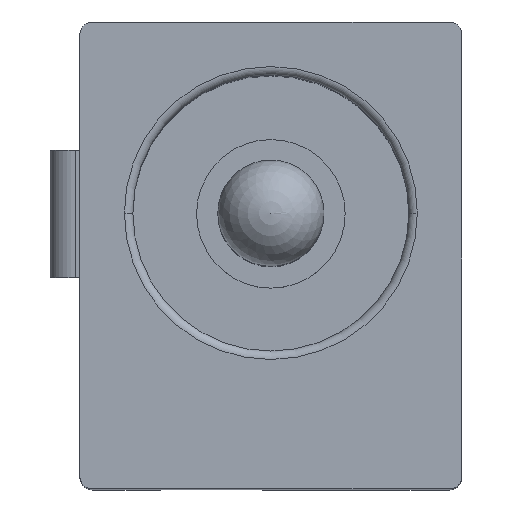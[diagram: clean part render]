
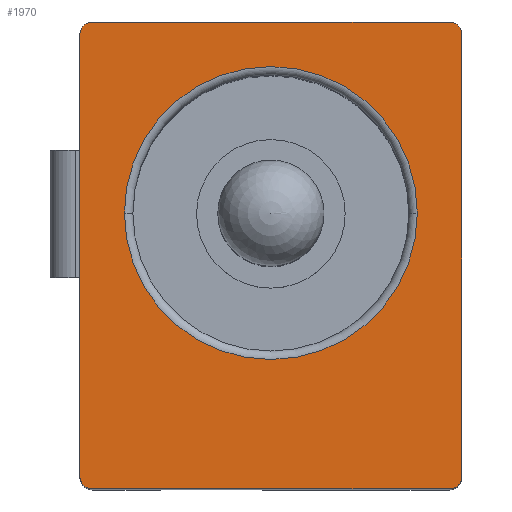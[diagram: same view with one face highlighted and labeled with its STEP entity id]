
A CAD part, top view. The second image highlights one B-rep face of the part: STEP entity #1970.
In plain terms, the highlighted planar face has unit normal (0, 0, 1).
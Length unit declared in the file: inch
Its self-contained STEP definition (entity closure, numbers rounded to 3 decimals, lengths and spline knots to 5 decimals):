
#36 = ORIENTED_EDGE ( 'NONE', *, *, #3088, .T. ) ;
#187 = ORIENTED_EDGE ( 'NONE', *, *, #3051, .T. ) ;
#209 = VERTEX_POINT ( 'NONE', #2083 ) ;
#218 = CARTESIAN_POINT ( 'NONE',  ( -0.16535, 0.43307, 0. ) ) ;
#259 = AXIS2_PLACEMENT_3D ( 'NONE', #3379, #1516, #2066 ) ;
#341 = EDGE_CURVE ( 'NONE', #2347, #209, #623, .T. ) ;
#387 = ORIENTED_EDGE ( 'NONE', *, *, #2651, .T. ) ;
#407 = VECTOR ( 'NONE', #1595, 39.37008 ) ;
#427 = DIRECTION ( 'NONE',  ( 0., 0., 1. ) ) ;
#431 = EDGE_LOOP ( 'NONE', ( #3383, #387 ) ) ;
#621 = AXIS2_PLACEMENT_3D ( 'NONE', #826, #2647, #1344 ) ;
#623 = LINE ( 'NONE', #1895, #3187 ) ;
#625 = AXIS2_PLACEMENT_3D ( 'NONE', #1985, #2998, #3315 ) ;
#671 = FACE_OUTER_BOUND ( 'NONE', #683, .T. ) ;
#683 = EDGE_LOOP ( 'NONE', ( #973, #36, #2997, #2016, #187, #752, #1972, #1219 ) ) ;
#739 = VERTEX_POINT ( 'NONE', #2996 ) ;
#746 = DIRECTION ( 'NONE',  ( -1., 0., 0. ) ) ;
#752 = ORIENTED_EDGE ( 'NONE', *, *, #341, .T. ) ;
#755 = VERTEX_POINT ( 'NONE', #3254 ) ;
#826 = CARTESIAN_POINT ( 'NONE',  ( 0.16535, 0.42126, 0. ) ) ;
#848 = DIRECTION ( 'NONE',  ( 0., 0., -1. ) ) ;
#862 = LINE ( 'NONE', #2685, #2350 ) ;
#925 = VERTEX_POINT ( 'NONE', #2304 ) ;
#973 = ORIENTED_EDGE ( 'NONE', *, *, #2447, .T. ) ;
#1081 = EDGE_CURVE ( 'NONE', #209, #925, #3003, .T. ) ;
#1099 = DIRECTION ( 'NONE',  ( -1., 0., 0. ) ) ;
#1108 = CARTESIAN_POINT ( 'NONE',  ( 0.16535, 0.01181, 0. ) ) ;
#1127 = CARTESIAN_POINT ( 'NONE',  ( 0., 0.25591, 0. ) ) ;
#1132 = AXIS2_PLACEMENT_3D ( 'NONE', #1981, #427, #746 ) ;
#1162 = VERTEX_POINT ( 'NONE', #2424 ) ;
#1209 = CARTESIAN_POINT ( 'NONE',  ( -0.16535, 0.42126, 0. ) ) ;
#1219 = ORIENTED_EDGE ( 'NONE', *, *, #1491, .T. ) ;
#1233 = CIRCLE ( 'NONE', #3180, 0.13583 ) ;
#1245 = EDGE_CURVE ( 'NONE', #739, #2876, #3005, .T. ) ;
#1299 = CARTESIAN_POINT ( 'NONE',  ( 0.17717, 0.01181, 0. ) ) ;
#1333 = LINE ( 'NONE', #2916, #407 ) ;
#1344 = DIRECTION ( 'NONE',  ( -1., 0., 0. ) ) ;
#1406 = AXIS2_PLACEMENT_3D ( 'NONE', #1108, #2948, #2442 ) ;
#1491 = EDGE_CURVE ( 'NONE', #925, #1162, #2318, .T. ) ;
#1516 = DIRECTION ( 'NONE',  ( 0., 0., 1. ) ) ;
#1519 = AXIS2_PLACEMENT_3D ( 'NONE', #1209, #3081, #2264 ) ;
#1577 = VERTEX_POINT ( 'NONE', #2613 ) ;
#1595 = DIRECTION ( 'NONE',  ( 1., 0., 0. ) ) ;
#1646 = DIRECTION ( 'NONE',  ( 0., -1., 0. ) ) ;
#1649 = EDGE_CURVE ( 'NONE', #3110, #1577, #1333, .T. ) ;
#1659 = CARTESIAN_POINT ( 'NONE',  ( -0.16535, 0., 0. ) ) ;
#1721 = PLANE ( 'NONE',  #1519 ) ;
#1895 = CARTESIAN_POINT ( 'NONE',  ( 0.17717, 0.01181, 0. ) ) ;
#1896 = VERTEX_POINT ( 'NONE', #1947 ) ;
#1947 = CARTESIAN_POINT ( 'NONE',  ( -0.17717, 0.01181, 0. ) ) ;
#1955 = DIRECTION ( 'NONE',  ( 0., 1., 0. ) ) ;
#1970 = ADVANCED_FACE ( 'NONE', ( #3046, #671 ), #1721, .F. ) ;
#1972 = ORIENTED_EDGE ( 'NONE', *, *, #1081, .T. ) ;
#1981 = CARTESIAN_POINT ( 'NONE',  ( -0.16535, 0.01181, 0. ) ) ;
#1985 = CARTESIAN_POINT ( 'NONE',  ( 0., 0.25591, 0. ) ) ;
#2016 = ORIENTED_EDGE ( 'NONE', *, *, #1649, .T. ) ;
#2066 = DIRECTION ( 'NONE',  ( -1., 0., 0. ) ) ;
#2083 = CARTESIAN_POINT ( 'NONE',  ( 0.17717, 0.42126, 0. ) ) ;
#2264 = DIRECTION ( 'NONE',  ( -1., 0., 0. ) ) ;
#2304 = CARTESIAN_POINT ( 'NONE',  ( 0.16535, 0.43307, 0. ) ) ;
#2318 = LINE ( 'NONE', #218, #2349 ) ;
#2347 = VERTEX_POINT ( 'NONE', #1299 ) ;
#2349 = VECTOR ( 'NONE', #3167, 39.37008 ) ;
#2350 = VECTOR ( 'NONE', #1646, 39.37008 ) ;
#2424 = CARTESIAN_POINT ( 'NONE',  ( -0.16535, 0.43307, 0. ) ) ;
#2442 = DIRECTION ( 'NONE',  ( 1., 0., 0. ) ) ;
#2447 = EDGE_CURVE ( 'NONE', #1162, #755, #2506, .T. ) ;
#2506 = CIRCLE ( 'NONE', #259, 0.01181 ) ;
#2613 = CARTESIAN_POINT ( 'NONE',  ( 0.16535, 0., 0. ) ) ;
#2647 = DIRECTION ( 'NONE',  ( 0., 0., 1. ) ) ;
#2651 = EDGE_CURVE ( 'NONE', #2876, #739, #1233, .T. ) ;
#2680 = CIRCLE ( 'NONE', #1132, 0.01181 ) ;
#2685 = CARTESIAN_POINT ( 'NONE',  ( -0.17717, 0.01181, 0. ) ) ;
#2876 = VERTEX_POINT ( 'NONE', #3284 ) ;
#2891 = EDGE_CURVE ( 'NONE', #1896, #3110, #2680, .T. ) ;
#2907 = CIRCLE ( 'NONE', #1406, 0.01181 ) ;
#2916 = CARTESIAN_POINT ( 'NONE',  ( -0.16535, 0., 0. ) ) ;
#2948 = DIRECTION ( 'NONE',  ( 0., 0., 1. ) ) ;
#2996 = CARTESIAN_POINT ( 'NONE',  ( -0.13583, 0.25591, 0. ) ) ;
#2997 = ORIENTED_EDGE ( 'NONE', *, *, #2891, .T. ) ;
#2998 = DIRECTION ( 'NONE',  ( 0., 0., -1. ) ) ;
#3003 = CIRCLE ( 'NONE', #621, 0.01181 ) ;
#3005 = CIRCLE ( 'NONE', #625, 0.13583 ) ;
#3046 = FACE_BOUND ( 'NONE', #431, .T. ) ;
#3051 = EDGE_CURVE ( 'NONE', #1577, #2347, #2907, .T. ) ;
#3081 = DIRECTION ( 'NONE',  ( 0., 0., -1. ) ) ;
#3088 = EDGE_CURVE ( 'NONE', #755, #1896, #862, .T. ) ;
#3110 = VERTEX_POINT ( 'NONE', #1659 ) ;
#3167 = DIRECTION ( 'NONE',  ( -1., 0., 0. ) ) ;
#3180 = AXIS2_PLACEMENT_3D ( 'NONE', #1127, #848, #1099 ) ;
#3187 = VECTOR ( 'NONE', #1955, 39.37008 ) ;
#3254 = CARTESIAN_POINT ( 'NONE',  ( -0.17717, 0.42126, 0. ) ) ;
#3284 = CARTESIAN_POINT ( 'NONE',  ( 0.13583, 0.25591, 0. ) ) ;
#3315 = DIRECTION ( 'NONE',  ( -1., 0., 0. ) ) ;
#3379 = CARTESIAN_POINT ( 'NONE',  ( -0.16535, 0.42126, 0. ) ) ;
#3383 = ORIENTED_EDGE ( 'NONE', *, *, #1245, .T. ) ;
